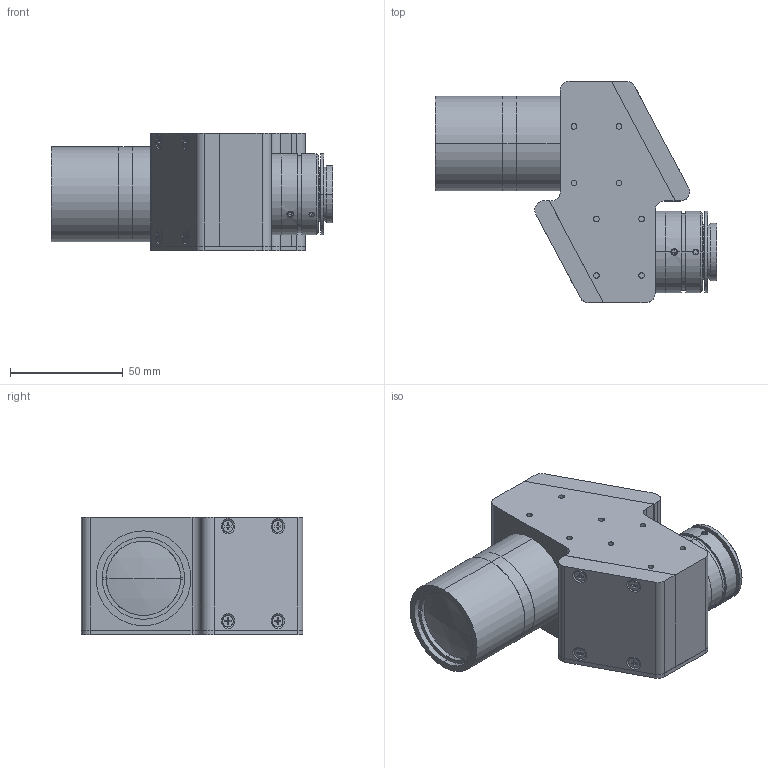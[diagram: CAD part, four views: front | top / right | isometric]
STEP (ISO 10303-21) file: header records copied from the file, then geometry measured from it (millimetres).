
FILE_DESCRIPTION (( 'STEP AP203' ), '1' );
FILE_NAME ('XF-MH02X932.STEP', '2024-08-07T07:22:53', ( '' ), ( '' ), 'SwSTEP 2.0', 'SolidWorks 2022', '' );
FILE_SCHEMA (( 'CONFIG_CONTROL_DESIGN' ));
Length unit declared in the file: millimetre
Products named in the file (1): XF-MH02X932
Bounding box: 124.85 x 98 x 52 mm (x, y, z)
Surface area: 41217.2 mm2 (no closed solid volume)
Topology: 0 solids, 38 shells, 443 faces, 1372 edges, 935 vertices
Faces by surface type: plane 243, cylinder 152, cone 46, sphere 2
Entity records: 15532 total; most frequent: CARTESIAN_POINT 3085, DIRECTION 2674, ORIENTED_EDGE 2294, EDGE_CURVE 1364, VERTEX_POINT 935, VECTOR 906, LINE 906, AXIS2_PLACEMENT_3D 884
